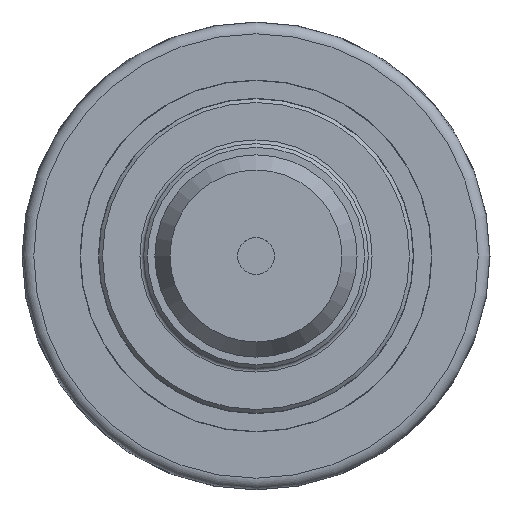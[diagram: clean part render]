
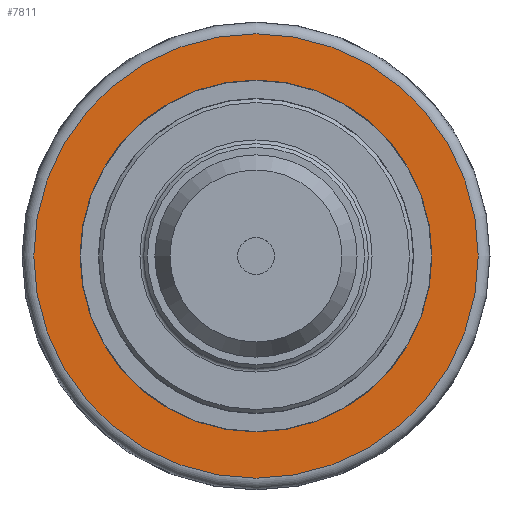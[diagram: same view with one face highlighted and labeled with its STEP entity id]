
A CAD part, left-side view. The second image highlights one B-rep face of the part: STEP entity #7811.
In plain terms, the highlighted planar face has unit normal (-1, 0, 0).
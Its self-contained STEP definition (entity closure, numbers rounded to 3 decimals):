
#46=FACE_BOUND('',#1091,.T.);
#250=PLANE('',#8924);
#644=FACE_OUTER_BOUND('',#1090,.T.);
#1090=EDGE_LOOP('',(#6494,#6495));
#1091=EDGE_LOOP('',(#6496,#6497));
#1923=CIRCLE('',#8922,29.678);
#1924=CIRCLE('',#8923,29.678);
#1925=CIRCLE('',#8925,23.5);
#1926=CIRCLE('',#8926,23.5);
#3366=VERTEX_POINT('',#14103);
#3367=VERTEX_POINT('',#14105);
#3368=VERTEX_POINT('',#14109);
#3369=VERTEX_POINT('',#14110);
#4428=EDGE_CURVE('',#3366,#3367,#1923,.T.);
#4429=EDGE_CURVE('',#3367,#3366,#1924,.T.);
#4430=EDGE_CURVE('',#3368,#3369,#1925,.T.);
#4431=EDGE_CURVE('',#3369,#3368,#1926,.T.);
#6494=ORIENTED_EDGE('',*,*,#4429,.F.);
#6495=ORIENTED_EDGE('',*,*,#4428,.F.);
#6496=ORIENTED_EDGE('',*,*,#4430,.T.);
#6497=ORIENTED_EDGE('',*,*,#4431,.T.);
#7811=ADVANCED_FACE('',(#644,#46),#250,.T.);
#8922=AXIS2_PLACEMENT_3D('',#14106,#11356,#11357);
#8923=AXIS2_PLACEMENT_3D('',#14107,#11358,#11359);
#8924=AXIS2_PLACEMENT_3D('',#14108,#11360,#11361);
#8925=AXIS2_PLACEMENT_3D('',#14111,#11362,#11363);
#8926=AXIS2_PLACEMENT_3D('',#14112,#11364,#11365);
#11356=DIRECTION('center_axis',(1.,0.,0.));
#11357=DIRECTION('ref_axis',(0.,0.,-1.));
#11358=DIRECTION('center_axis',(1.,0.,0.));
#11359=DIRECTION('ref_axis',(0.,0.,-1.));
#11360=DIRECTION('center_axis',(-1.,0.,0.));
#11361=DIRECTION('ref_axis',(0.,-1.,0.));
#11362=DIRECTION('center_axis',(1.,0.,0.));
#11363=DIRECTION('ref_axis',(0.,0.,1.));
#11364=DIRECTION('center_axis',(1.,0.,0.));
#11365=DIRECTION('ref_axis',(0.,0.,1.));
#14103=CARTESIAN_POINT('',(-7.366,-28.11,0.));
#14105=CARTESIAN_POINT('',(-7.366,1.567,29.678));
#14106=CARTESIAN_POINT('Origin',(-7.366,1.567,0.));
#14107=CARTESIAN_POINT('Origin',(-7.366,1.567,0.));
#14108=CARTESIAN_POINT('Origin',(-7.366,1.567,27.325));
#14109=CARTESIAN_POINT('',(-7.366,1.567,23.5));
#14110=CARTESIAN_POINT('',(-7.366,1.567,-23.5));
#14111=CARTESIAN_POINT('Origin',(-7.366,1.567,0.));
#14112=CARTESIAN_POINT('Origin',(-7.366,1.567,0.));
